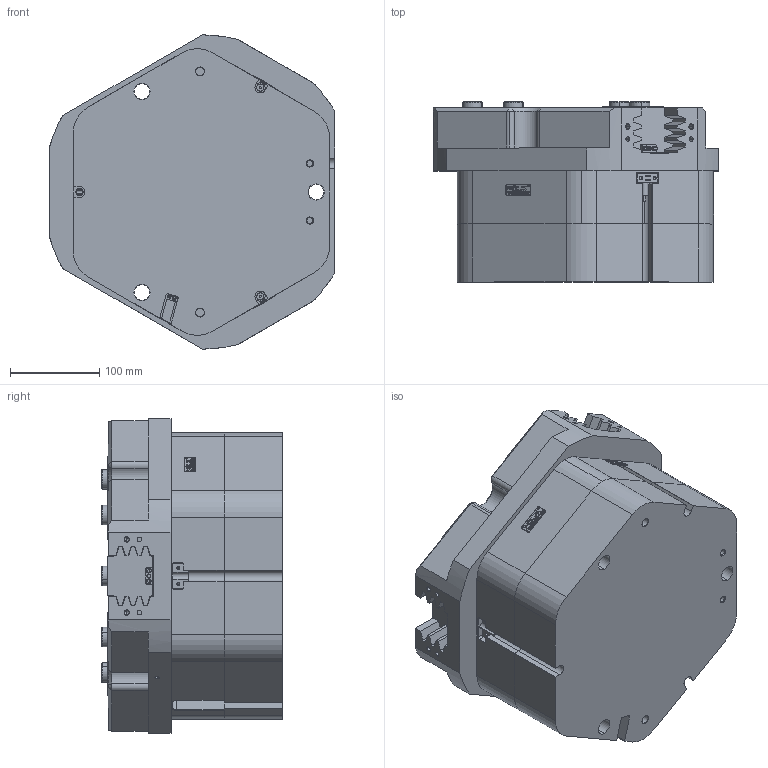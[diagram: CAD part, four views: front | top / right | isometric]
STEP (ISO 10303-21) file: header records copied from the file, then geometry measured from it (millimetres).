
FILE_DESCRIPTION (( 'STEP AP203' ), '1' );
FILE_NAME ('FZ220-352-NO.STEP', '2025-04-02T07:35:30', ( 'USER-' ), ( 'Microsoft' ), 'SwSTEP 2.0', 'SolidWorks 2018', '' );
FILE_SCHEMA (( 'CONFIG_CONTROL_DESIGN' ));
Length unit declared in the file: millimetre
Products named in the file (13): 20241226-M4 M4換覜ん揤輸; TZT220-352-M-06 笢猾啣; 内六角圆柱头螺钉[GBT70_1-2008][M3×12]; 棠羲換覜ん; TZT220-352-M-01 褲极; ﾏ擎ﾗ22｡ﾁ18｡ﾁ14; 湮覜聆假蚾璃; 32x12-R2; TZT220-352-M-02 賑輸; TZT220-352-M-20 囀笢猾啣; FZ220-352-NO; TZT220-352-M-NC-05 赻坶菁裔啣; 电容传感器
Assembly tree (31 placements, depth 2):
  FZ220-352-NO
    TZT220-352-M-02 賑輸  x3
    电容传感器  x2
    TZT220-352-M-01 褲极
    TZT220-352-M-06 笢猾啣
    湮覜聆假蚾璃  x3
    TZT220-352-M-20 囀笢猾啣  x3
    内六角圆柱头螺钉[GBT70_1-2008][M3×12]  x6
    20241226-M4 M4換覜ん揤輸  x2
    棠羲換覜ん  x2
    32x12-R2
    ﾏ擎ﾗ22｡ﾁ18｡ﾁ14  x6
    TZT220-352-M-NC-05 赻坶菁裔啣
Bounding box: 320 x 202 x 351.96 mm (x, y, z)
Volume: 13782514.5 mm3; surface area: 845840.4 mm2
Topology: 43 solids, 43 shells, 2369 faces, 6165 edges, 3953 vertices
Faces by surface type: plane 1179, cylinder 543, bspline 379, cone 244, torus 24
Entity records: 61638 total; most frequent: CARTESIAN_POINT 20005, ORIENTED_EDGE 8638, DIRECTION 7501, EDGE_CURVE 4319, VECTOR 2837, LINE 2837, VERTEX_POINT 2799, AXIS2_PLACEMENT_3D 2332
